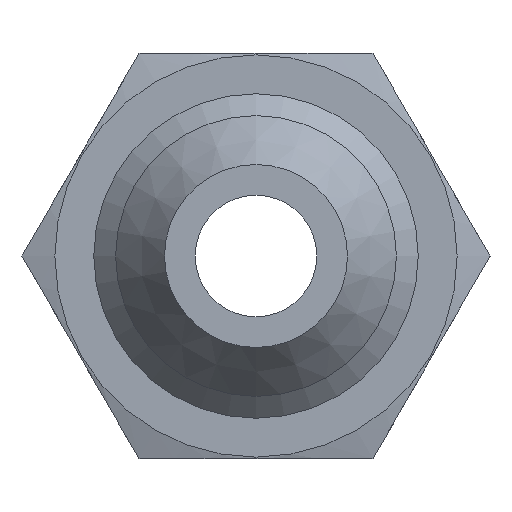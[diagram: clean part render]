
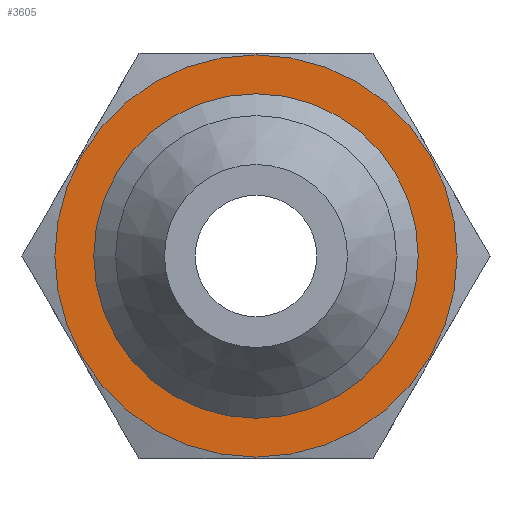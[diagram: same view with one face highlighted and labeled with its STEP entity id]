
A CAD part, left-side view. The second image highlights one B-rep face of the part: STEP entity #3605.
In plain terms, the highlighted planar face has unit normal (-1, 0, 0).
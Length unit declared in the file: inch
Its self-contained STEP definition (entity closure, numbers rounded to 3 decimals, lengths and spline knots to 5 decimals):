
#3315=CARTESIAN_POINT('',(0.0,0.,0.3285));
#3316=VERTEX_POINT('',#3315);
#3317=CARTESIAN_POINT('',(0.0,0.,0.0));
#3318=DIRECTION('',(-1.0,0.0,0.0));
#3319=DIRECTION('',(0.0,0.0,-1.0));
#3320=AXIS2_PLACEMENT_3D('',#3317,#3318,#3319);
#3321=CIRCLE('',#3320,0.3285);
#3322=EDGE_CURVE('',#3316,#3316,#3321,.T.);
#3493=CARTESIAN_POINT('',(0.0,0.465,0.0));
#3494=VERTEX_POINT('',#3493);
#3495=CARTESIAN_POINT('',(0.0,0.0,0.0));
#3496=DIRECTION('',(-1.0,0.0,0.0));
#3497=DIRECTION('',(0.0,1.0,0.0));
#3498=AXIS2_PLACEMENT_3D('',#3495,#3496,#3497);
#3499=CIRCLE('',#3498,0.465);
#3500=EDGE_CURVE('',#3494,#3494,#3499,.T.);
#3594=CARTESIAN_POINT('',(0.0,0.,0.));
#3595=DIRECTION('',(1.0,0.0,0.0));
#3596=DIRECTION('',(0.0,0.0,-1.0));
#3597=AXIS2_PLACEMENT_3D('',#3594,#3595,#3596);
#3598=PLANE('',#3597);
#3599=ORIENTED_EDGE('',*,*,#3500,.T.);
#3600=EDGE_LOOP('',(#3599));
#3601=FACE_OUTER_BOUND('',#3600,.T.);
#3602=ORIENTED_EDGE('',*,*,#3322,.F.);
#3603=EDGE_LOOP('',(#3602));
#3604=FACE_BOUND('',#3603,.T.);
#3605=ADVANCED_FACE('',(#3601,#3604),#3598,.F.);
